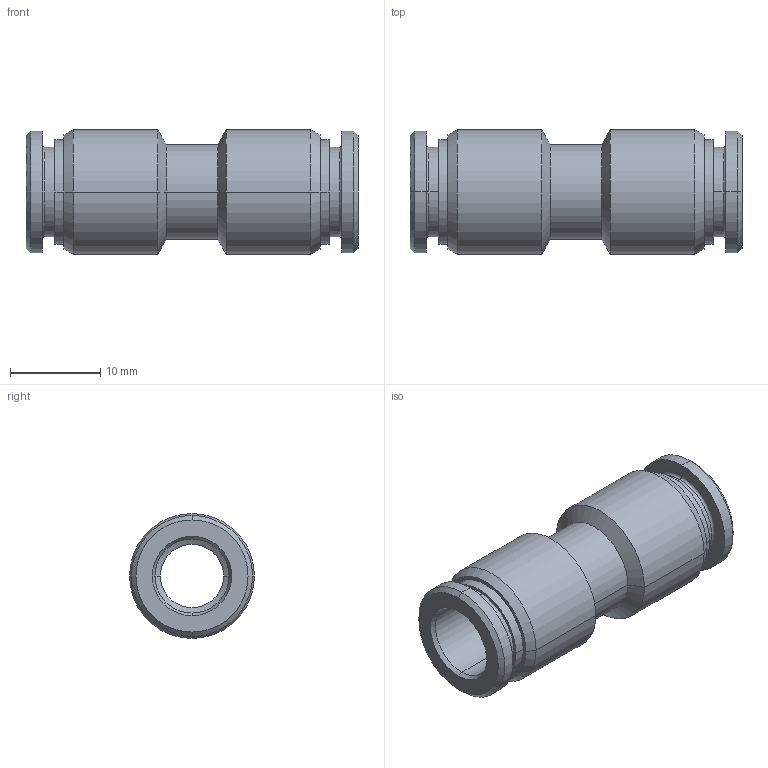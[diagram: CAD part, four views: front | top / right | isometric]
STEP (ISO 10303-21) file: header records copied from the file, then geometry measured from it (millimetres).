
FILE_DESCRIPTION((''),'2;1');
FILE_NAME('mxm.26.08.08',(''),('sopra-pneumatic'),'PRO/ENGINEER BY PARAMETRIC TECHNOLOGY CORPORATION, 2015110','PRO/ENGINEER BY PARAMETRIC TECHNOLOGY CORPORATION, 2015110','');
FILE_SCHEMA(('CONFIG_CONTROL_DESIGN'));
Length unit declared in the file: millimetre
Products named in the file (1): 383062B_958X4-8FF
Bounding box: 36.7 x 13.8 x 13.8 mm (x, y, z)
Volume: 2755.3 mm3; surface area: 3136 mm2
Topology: 1 solids, 1 shells, 76 faces, 160 edges, 96 vertices
Faces by surface type: cone 28, cylinder 28, plane 12, torus 8
Entity records: 2090 total; most frequent: DIRECTION 412, CARTESIAN_POINT 332, ORIENTED_EDGE 320, AXIS2_PLACEMENT_3D 176, EDGE_CURVE 160, CIRCLE 100, VERTEX_POINT 96, EDGE_LOOP 88
